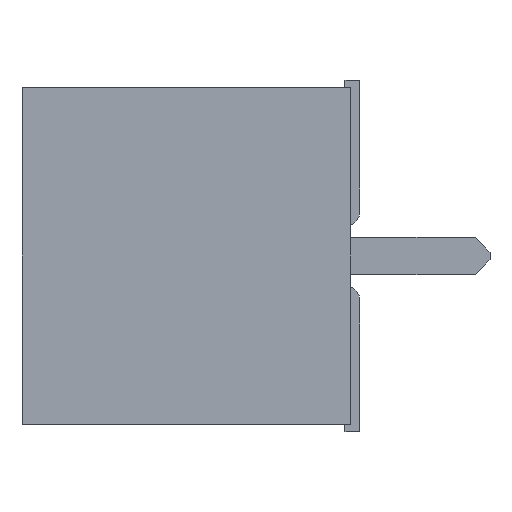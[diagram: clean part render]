
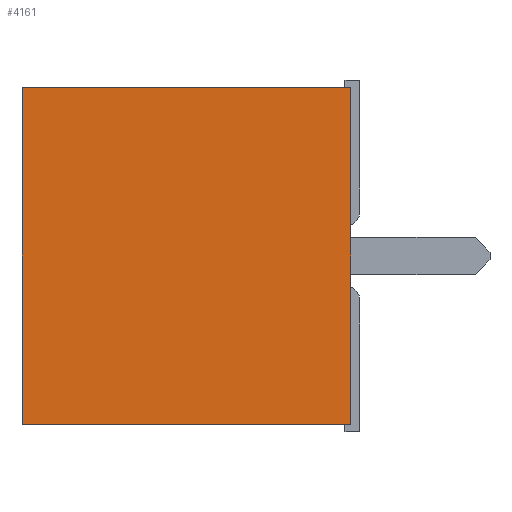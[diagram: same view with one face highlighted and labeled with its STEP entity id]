
A CAD part, left-side view. The second image highlights one B-rep face of the part: STEP entity #4161.
In plain terms, the highlighted planar face has unit normal (-1, 0, 0).
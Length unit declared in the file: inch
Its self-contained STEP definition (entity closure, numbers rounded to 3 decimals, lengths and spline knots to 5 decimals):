
#262=ORIENTED_EDGE('',*,*,#1427,.T.);
#263=ORIENTED_EDGE('',*,*,#1467,.F.);
#264=ORIENTED_EDGE('',*,*,#1456,.F.);
#265=ORIENTED_EDGE('',*,*,#1465,.T.);
#1427=EDGE_CURVE('',#2032,#2031,#2447,.T.);
#1456=EDGE_CURVE('',#2057,#2058,#2476,.T.);
#1465=EDGE_CURVE('',#2057,#2032,#2485,.T.);
#1467=EDGE_CURVE('',#2058,#2031,#2487,.T.);
#2031=VERTEX_POINT('',#5997);
#2032=VERTEX_POINT('',#5999);
#2057=VERTEX_POINT('',#6053);
#2058=VERTEX_POINT('',#6055);
#2447=LINE('',#5998,#2962);
#2476=LINE('',#6054,#2991);
#2485=LINE('',#6072,#3000);
#2487=LINE('',#6075,#3002);
#2962=VECTOR('',#4805,39.37008);
#2991=VECTOR('',#4836,39.37008);
#3000=VECTOR('',#4847,39.37008);
#3002=VECTOR('',#4851,39.37008);
#3457=EDGE_LOOP('',(#262,#263,#264,#265));
#3717=FACE_BOUND('',#3457,.T.);
#3976=PLANE('',#4442);
#4161=ADVANCED_FACE('',(#3717),#3976,.F.);
#4442=AXIS2_PLACEMENT_3D('',#6074,#4849,#4850);
#4805=DIRECTION('',(0.,0.,1.));
#4836=DIRECTION('',(0.,0.,1.));
#4847=DIRECTION('',(0.,-1.,0.));
#4849=DIRECTION('',(1.,0.,0.));
#4850=DIRECTION('',(0.,0.,-1.));
#4851=DIRECTION('',(0.,-1.,0.));
#5997=CARTESIAN_POINT('',(-0.3065,0.,0.1125));
#5998=CARTESIAN_POINT('',(-0.3065,0.,-0.1125));
#5999=CARTESIAN_POINT('',(-0.3065,0.,-0.1125));
#6053=CARTESIAN_POINT('',(-0.3065,0.22,-0.1125));
#6054=CARTESIAN_POINT('',(-0.3065,0.22,-0.1125));
#6055=CARTESIAN_POINT('',(-0.3065,0.22,0.1125));
#6072=CARTESIAN_POINT('',(-0.3065,0.22,-0.1125));
#6074=CARTESIAN_POINT('',(-0.3065,0.22,-0.1125));
#6075=CARTESIAN_POINT('',(-0.3065,0.22,0.1125));
